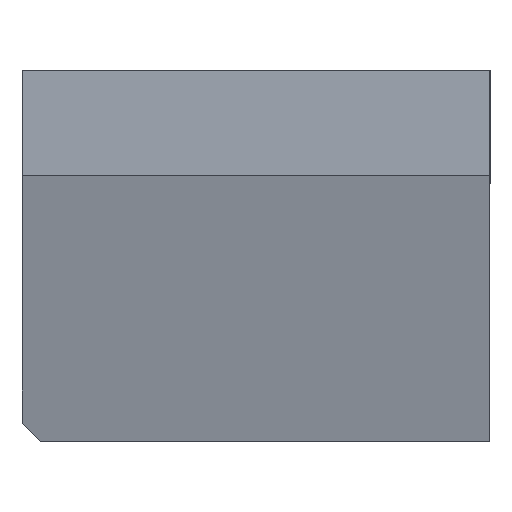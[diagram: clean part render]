
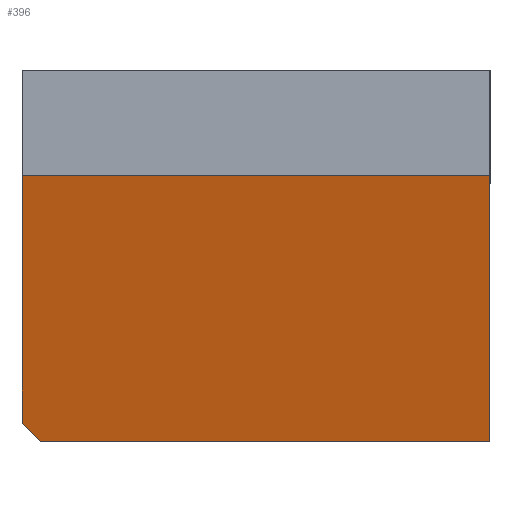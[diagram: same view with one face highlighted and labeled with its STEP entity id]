
A CAD part, left-side view. The second image highlights one B-rep face of the part: STEP entity #396.
In plain terms, the highlighted planar face has unit normal (-0.943, 0.334, 0).
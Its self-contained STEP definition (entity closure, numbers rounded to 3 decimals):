
#396=ADVANCED_FACE('NONE',(#970),#971,.F.);
#970=FACE_OUTER_BOUND('',#1719,.T.);
#971=PLANE('',#1720);
#1719=EDGE_LOOP('',(#3253,#3254,#3255,#3256,#3257));
#1720=AXIS2_PLACEMENT_3D('',#3258,#3259,#3260);
#3253=ORIENTED_EDGE('',*,*,#5222,.T.);
#3254=ORIENTED_EDGE('',*,*,#5406,.T.);
#3255=ORIENTED_EDGE('',*,*,#5407,.T.);
#3256=ORIENTED_EDGE('',*,*,#5212,.F.);
#3257=ORIENTED_EDGE('',*,*,#5408,.T.);
#3258=CARTESIAN_POINT('',(-8.867,-25.,39.7));
#3259=DIRECTION('',(0.942,-0.334,0.0));
#3260=DIRECTION('',(0.0,0.0,-1.0));
#5212=EDGE_CURVE('NONE',#6553,#6555,#6556,.T.);
#5222=EDGE_CURVE('NONE',#6571,#6569,#6572,.T.);
#5406=EDGE_CURVE('NONE',#6569,#6878,#6879,.T.);
#5407=EDGE_CURVE('NONE',#6878,#6555,#6880,.T.);
#5408=EDGE_CURVE('NONE',#6553,#6571,#6881,.T.);
#6553=VERTEX_POINT('NONE',#8443);
#6555=VERTEX_POINT('NONE',#8446);
#6556=LINE('',#8447,#8448);
#6569=VERTEX_POINT('NONE',#8467);
#6571=VERTEX_POINT('NONE',#8470);
#6572=LINE('',#8471,#8472);
#6878=VERTEX_POINT('NONE',#8960);
#6879=LINE('',#8961,#8962);
#6880=LINE('',#8963,#8964);
#6881=LINE('',#8965,#8966);
#8443=CARTESIAN_POINT('',(-8.867,-25.,28.45));
#8446=CARTESIAN_POINT('',(-8.867,-25.,0.0));
#8447=CARTESIAN_POINT('',(-8.867,-25.,39.7));
#8448=VECTOR('',#9816,1000.0);
#8467=CARTESIAN_POINT('',(8.867,25.,2.));
#8470=CARTESIAN_POINT('',(8.867,25.,28.45));
#8471=CARTESIAN_POINT('',(8.867,25.,39.7));
#8472=VECTOR('',#9824,1000.0);
#8960=CARTESIAN_POINT('',(8.158,23.,0.0));
#8961=CARTESIAN_POINT('',(8.867,25.,2.));
#8962=VECTOR('',#10007,1000.0);
#8963=CARTESIAN_POINT('',(-8.867,-25.,0.0));
#8964=VECTOR('',#10008,1000.0);
#8965=CARTESIAN_POINT('',(-8.867,-25.,28.45));
#8966=VECTOR('',#10009,1000.0);
#9816=DIRECTION('',(-0.0,-0.0,-1.0));
#9824=DIRECTION('',(-0.0,-0.0,-1.0));
#10007=DIRECTION('',(-0.243,-0.686,-0.686));
#10008=DIRECTION('',(-0.334,-0.942,-0.0));
#10009=DIRECTION('',(0.334,0.942,0.0));
